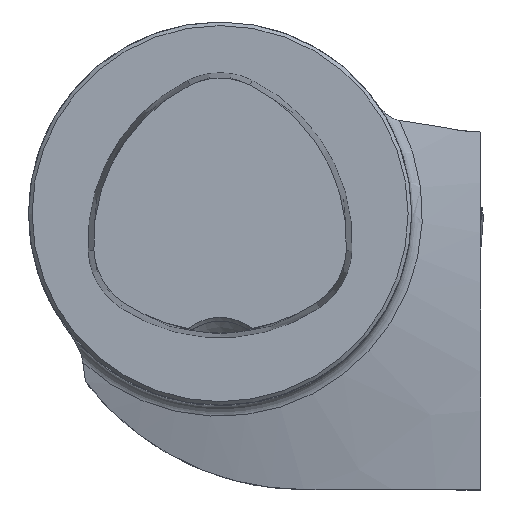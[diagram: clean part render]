
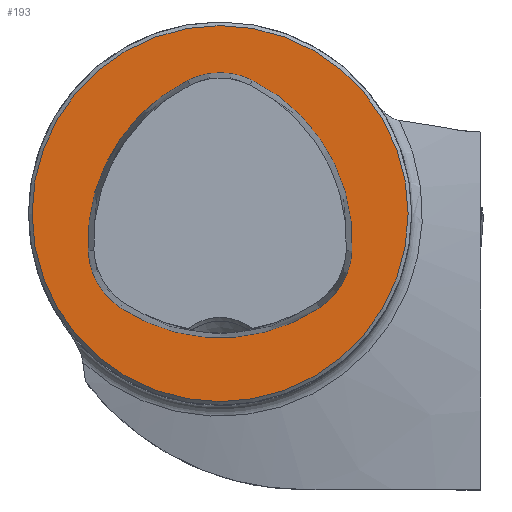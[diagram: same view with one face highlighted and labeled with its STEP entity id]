
A CAD part, top view. The second image highlights one B-rep face of the part: STEP entity #193.
In plain terms, the highlighted planar face has unit normal (0, 0, 1).
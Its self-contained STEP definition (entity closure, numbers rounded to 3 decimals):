
#114=FACE_BOUND('',#485,.T.);
#115=FACE_BOUND('',#486,.T.);
#193=ADVANCED_FACE('CU_E_LO_SU_1',(#114,#115),#302,.T.);
#302=PLANE('',#2400);
#485=EDGE_LOOP('',(#1194,#1195,#1196,#1197,#1198,#1199));
#486=EDGE_LOOP('',(#1200));
#1194=ORIENTED_EDGE('',*,*,#2005,.F.);
#1195=ORIENTED_EDGE('',*,*,#2006,.F.);
#1196=ORIENTED_EDGE('',*,*,#2007,.F.);
#1197=ORIENTED_EDGE('',*,*,#2008,.F.);
#1198=ORIENTED_EDGE('',*,*,#2002,.F.);
#1199=ORIENTED_EDGE('',*,*,#2009,.F.);
#1200=ORIENTED_EDGE('',*,*,#2010,.T.);
#1769=VERTEX_POINT('',#3841);
#1770=VERTEX_POINT('',#3843);
#1772=VERTEX_POINT('',#3849);
#1773=VERTEX_POINT('',#3850);
#1774=VERTEX_POINT('',#3852);
#1775=VERTEX_POINT('',#3854);
#1776=VERTEX_POINT('',#3858);
#2002=EDGE_CURVE('',#1769,#1770,#2205,.T.);
#2005=EDGE_CURVE('',#1772,#1773,#2207,.T.);
#2006=EDGE_CURVE('',#1774,#1772,#2208,.T.);
#2007=EDGE_CURVE('',#1775,#1774,#2209,.T.);
#2008=EDGE_CURVE('',#1770,#1775,#2210,.T.);
#2009=EDGE_CURVE('',#1773,#1769,#2211,.T.);
#2010=EDGE_CURVE('',#1776,#1776,#2212,.T.);
#2205=CIRCLE('',#2391,15.063);
#2207=CIRCLE('',#2394,15.063);
#2208=CIRCLE('',#2395,6.063);
#2209=CIRCLE('',#2396,15.063);
#2210=CIRCLE('',#2397,6.063);
#2211=CIRCLE('',#2398,6.063);
#2212=CIRCLE('',#2399,15.7);
#2391=AXIS2_PLACEMENT_3D('',#3842,#2736,#2737);
#2394=AXIS2_PLACEMENT_3D('',#3848,#2743,#2744);
#2395=AXIS2_PLACEMENT_3D('',#3851,#2745,#2746);
#2396=AXIS2_PLACEMENT_3D('',#3853,#2747,#2748);
#2397=AXIS2_PLACEMENT_3D('',#3855,#2749,#2750);
#2398=AXIS2_PLACEMENT_3D('',#3856,#2751,#2752);
#2399=AXIS2_PLACEMENT_3D('',#3857,#2753,#2754);
#2400=AXIS2_PLACEMENT_3D('',#3859,#2755,#2756);
#2736=DIRECTION('',(0.,0.,1.));
#2737=DIRECTION('',(1.,0.,0.));
#2743=DIRECTION('',(0.,0.,1.));
#2744=DIRECTION('',(1.,0.,0.));
#2745=DIRECTION('',(0.,0.,1.));
#2746=DIRECTION('',(1.,0.,0.));
#2747=DIRECTION('',(0.,0.,1.));
#2748=DIRECTION('',(1.,0.,0.));
#2749=DIRECTION('',(0.,0.,1.));
#2750=DIRECTION('',(1.,0.,0.));
#2751=DIRECTION('',(0.,0.,1.));
#2752=DIRECTION('',(1.,0.,0.));
#2753=DIRECTION('',(0.,0.,1.));
#2754=DIRECTION('',(1.,0.,0.));
#2755=DIRECTION('',(0.,0.,1.));
#2756=DIRECTION('',(1.,0.,0.));
#3841=CARTESIAN_POINT('',(-8.299,-7.87,0.));
#3842=CARTESIAN_POINT('',(0.,4.7,0.));
#3843=CARTESIAN_POINT('',(8.299,-7.87,0.));
#3848=CARTESIAN_POINT('',(4.029,-2.348,0.));
#3849=CARTESIAN_POINT('',(-2.714,11.121,0.));
#3850=CARTESIAN_POINT('',(-11.014,-3.122,0.));
#3851=CARTESIAN_POINT('',(0.,5.7,0.));
#3852=CARTESIAN_POINT('',(2.714,11.121,0.));
#3853=CARTESIAN_POINT('',(-4.029,-2.348,0.));
#3854=CARTESIAN_POINT('',(11.014,-3.122,0.));
#3855=CARTESIAN_POINT('',(4.959,-2.811,0.));
#3856=CARTESIAN_POINT('',(-4.959,-2.811,0.));
#3857=CARTESIAN_POINT('',(0.,0.,0.));
#3858=CARTESIAN_POINT('',(15.7,0.,0.));
#3859=CARTESIAN_POINT('',(0.,0.,0.));
